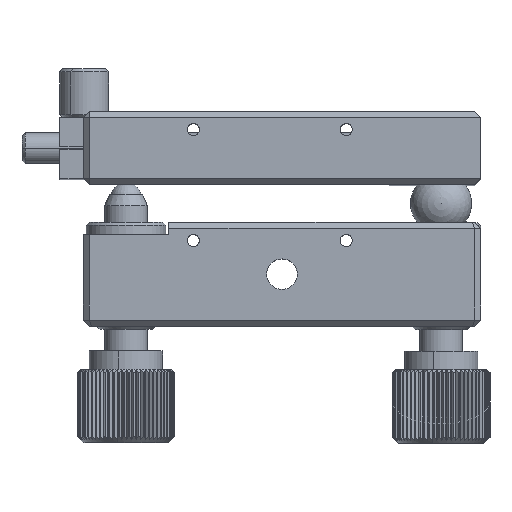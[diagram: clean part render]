
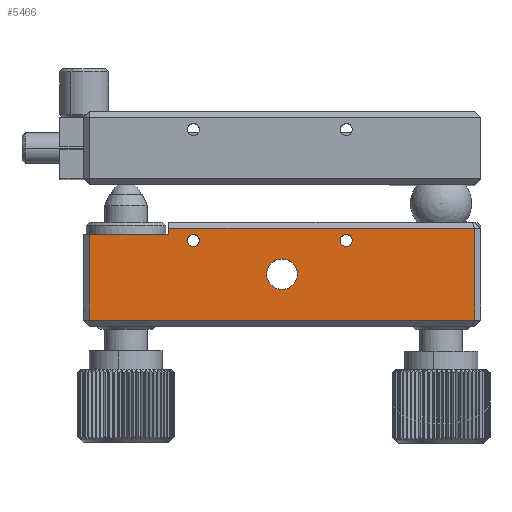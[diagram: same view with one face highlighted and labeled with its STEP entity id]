
A CAD part, top view. The second image highlights one B-rep face of the part: STEP entity #5466.
In plain terms, the highlighted planar face has unit normal (0, 0, 1).
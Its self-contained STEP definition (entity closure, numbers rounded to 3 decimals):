
#225 = DIRECTION ( 'NONE',  ( 1., 0., 0. ) ) ;
#598 = CARTESIAN_POINT ( 'NONE',  ( -8.592, 0.822, 97.5 ) ) ;
#600 = ORIENTED_EDGE ( 'NONE', *, *, #2643, .F. ) ;
#798 = VERTEX_POINT ( 'NONE', #20128 ) ;
#847 = LINE ( 'NONE', #22271, #1231 ) ;
#999 = DIRECTION ( 'NONE',  ( 1., 0., 0. ) ) ;
#1231 = VECTOR ( 'NONE', #10300, 1000. ) ;
#1505 = CARTESIAN_POINT ( 'NONE',  ( 16.408, 0.822, 97.5 ) ) ;
#1731 = VERTEX_POINT ( 'NONE', #6879 ) ;
#1822 = ORIENTED_EDGE ( 'NONE', *, *, #21525, .T. ) ;
#2643 = EDGE_CURVE ( 'NONE', #1731, #13865, #24809, .T. ) ;
#2937 = CARTESIAN_POINT ( 'NONE',  ( 15.408, 0.822, 97.5 ) ) ;
#3238 = EDGE_CURVE ( 'NONE', #13865, #1731, #8784, .T. ) ;
#3480 = ORIENTED_EDGE ( 'NONE', *, *, #18922, .T. ) ;
#3735 = DIRECTION ( 'NONE',  ( 0., 0., 1. ) ) ;
#3862 = CARTESIAN_POINT ( 'NONE',  ( 16.408, 0.822, 97.5 ) ) ;
#3866 = DIRECTION ( 'NONE',  ( -1., 0., 0. ) ) ;
#3907 = EDGE_LOOP ( 'NONE', ( #12570, #24521 ) ) ;
#4099 = CARTESIAN_POINT ( 'NONE',  ( -12.592, 3.822, 97.5 ) ) ;
#4219 = EDGE_CURVE ( 'NONE', #16089, #15618, #6747, .T. ) ;
#4231 = LINE ( 'NONE', #10178, #19009 ) ;
#4284 = AXIS2_PLACEMENT_3D ( 'NONE', #5529, #7600, #23611 ) ;
#4301 = ORIENTED_EDGE ( 'NONE', *, *, #10642, .T. ) ;
#4499 = AXIS2_PLACEMENT_3D ( 'NONE', #1505, #18677, #999 ) ;
#4831 = VECTOR ( 'NONE', #10166, 1000. ) ;
#4865 = CARTESIAN_POINT ( 'NONE',  ( 17.408, 0.822, 97.5 ) ) ;
#4907 = DIRECTION ( 'NONE',  ( 0., -1., 0. ) ) ;
#4942 = CIRCLE ( 'NONE', #4499, 1. ) ;
#5175 = DIRECTION ( 'NONE',  ( 0., 0., -1. ) ) ;
#5466 = ADVANCED_FACE ( 'NONE', ( #13309, #11250, #22851, #7633 ), #19111, .F. ) ;
#5529 = CARTESIAN_POINT ( 'NONE',  ( 5.908, -4.678, 97.5 ) ) ;
#6031 = EDGE_CURVE ( 'NONE', #6049, #18047, #18636, .T. ) ;
#6049 = VERTEX_POINT ( 'NONE', #18884 ) ;
#6112 = ORIENTED_EDGE ( 'NONE', *, *, #25209, .T. ) ;
#6747 = CIRCLE ( 'NONE', #4284, 2.5 ) ;
#6879 = CARTESIAN_POINT ( 'NONE',  ( -9.592, 0.822, 97.5 ) ) ;
#7028 = CARTESIAN_POINT ( 'NONE',  ( -12.592, 2.822, 97.5 ) ) ;
#7600 = DIRECTION ( 'NONE',  ( 0., 0., -1. ) ) ;
#7633 = FACE_OUTER_BOUND ( 'NONE', #8080, .T. ) ;
#7643 = ORIENTED_EDGE ( 'NONE', *, *, #3238, .F. ) ;
#7871 = EDGE_CURVE ( 'NONE', #10252, #15317, #10611, .T. ) ;
#8080 = EDGE_LOOP ( 'NONE', ( #1822, #6112, #4301, #9232, #3480, #8611 ) ) ;
#8490 = ORIENTED_EDGE ( 'NONE', *, *, #4219, .T. ) ;
#8611 = ORIENTED_EDGE ( 'NONE', *, *, #18913, .F. ) ;
#8784 = CIRCLE ( 'NONE', #20283, 1. ) ;
#9034 = EDGE_CURVE ( 'NONE', #15618, #16089, #11060, .T. ) ;
#9232 = ORIENTED_EDGE ( 'NONE', *, *, #6031, .T. ) ;
#9587 = AXIS2_PLACEMENT_3D ( 'NONE', #14727, #15762, #21548 ) ;
#10057 = VERTEX_POINT ( 'NONE', #11366 ) ;
#10084 = VECTOR ( 'NONE', #4907, 1000. ) ;
#10166 = DIRECTION ( 'NONE',  ( 1., 0., 0. ) ) ;
#10178 = CARTESIAN_POINT ( 'NONE',  ( -26.592, 1.822, 97.5 ) ) ;
#10252 = VERTEX_POINT ( 'NONE', #2937 ) ;
#10300 = DIRECTION ( 'NONE',  ( 0., 1., 0. ) ) ;
#10611 = CIRCLE ( 'NONE', #12657, 1. ) ;
#10642 = EDGE_CURVE ( 'NONE', #21709, #6049, #847, .T. ) ;
#10661 = CARTESIAN_POINT ( 'NONE',  ( 8.408, -4.678, 97.5 ) ) ;
#11060 = CIRCLE ( 'NONE', #14365, 2.5 ) ;
#11250 = FACE_BOUND ( 'NONE', #3907, .T. ) ;
#11366 = CARTESIAN_POINT ( 'NONE',  ( -12.592, 1.822, 97.5 ) ) ;
#11863 = CARTESIAN_POINT ( 'NONE',  ( -7.592, 0.822, 97.5 ) ) ;
#11984 = DIRECTION ( 'NONE',  ( 0., -1., 0. ) ) ;
#12570 = ORIENTED_EDGE ( 'NONE', *, *, #16345, .F. ) ;
#12613 = AXIS2_PLACEMENT_3D ( 'NONE', #15520, #5175, #21160 ) ;
#12657 = AXIS2_PLACEMENT_3D ( 'NONE', #3862, #3735, #25435 ) ;
#12961 = DIRECTION ( 'NONE',  ( -1., 0., 0. ) ) ;
#13309 = FACE_BOUND ( 'NONE', #16021, .T. ) ;
#13464 = CARTESIAN_POINT ( 'NONE',  ( -12.592, 2.822, 97.5 ) ) ;
#13685 = CARTESIAN_POINT ( 'NONE',  ( 5.908, -4.678, 97.5 ) ) ;
#13814 = DIRECTION ( 'NONE',  ( 0., 0., -1. ) ) ;
#13865 = VERTEX_POINT ( 'NONE', #11863 ) ;
#14365 = AXIS2_PLACEMENT_3D ( 'NONE', #13685, #13814, #3866 ) ;
#14418 = DIRECTION ( 'NONE',  ( 0., 0., 1. ) ) ;
#14641 = VERTEX_POINT ( 'NONE', #21295 ) ;
#14727 = CARTESIAN_POINT ( 'NONE',  ( -8.592, 0.822, 97.5 ) ) ;
#14976 = LINE ( 'NONE', #20506, #10084 ) ;
#15317 = VERTEX_POINT ( 'NONE', #4865 ) ;
#15520 = CARTESIAN_POINT ( 'NONE',  ( -26.592, 3.822, 97.5 ) ) ;
#15618 = VERTEX_POINT ( 'NONE', #10661 ) ;
#15762 = DIRECTION ( 'NONE',  ( 0., 0., 1. ) ) ;
#16021 = EDGE_LOOP ( 'NONE', ( #7643, #600 ) ) ;
#16089 = VERTEX_POINT ( 'NONE', #21401 ) ;
#16345 = EDGE_CURVE ( 'NONE', #15317, #10252, #4942, .T. ) ;
#17295 = CARTESIAN_POINT ( 'NONE',  ( 37.408, -12.178, 97.5 ) ) ;
#17798 = VECTOR ( 'NONE', #11984, 1000. ) ;
#18047 = VERTEX_POINT ( 'NONE', #13464 ) ;
#18636 = LINE ( 'NONE', #7028, #24534 ) ;
#18677 = DIRECTION ( 'NONE',  ( 0., 0., 1. ) ) ;
#18884 = CARTESIAN_POINT ( 'NONE',  ( 37.408, 2.822, 97.5 ) ) ;
#18913 = EDGE_CURVE ( 'NONE', #14641, #10057, #4231, .T. ) ;
#18922 = EDGE_CURVE ( 'NONE', #18047, #10057, #22028, .T. ) ;
#19009 = VECTOR ( 'NONE', #21769, 1000. ) ;
#19111 = PLANE ( 'NONE',  #12613 ) ;
#19825 = LINE ( 'NONE', #20070, #4831 ) ;
#20070 = CARTESIAN_POINT ( 'NONE',  ( -26.592, -12.178, 97.5 ) ) ;
#20128 = CARTESIAN_POINT ( 'NONE',  ( -25.592, -12.178, 97.5 ) ) ;
#20283 = AXIS2_PLACEMENT_3D ( 'NONE', #598, #14418, #225 ) ;
#20506 = CARTESIAN_POINT ( 'NONE',  ( -25.592, 3.822, 97.5 ) ) ;
#21160 = DIRECTION ( 'NONE',  ( -1., 0., 0. ) ) ;
#21295 = CARTESIAN_POINT ( 'NONE',  ( -25.592, 1.822, 97.5 ) ) ;
#21401 = CARTESIAN_POINT ( 'NONE',  ( 3.408, -4.678, 97.5 ) ) ;
#21525 = EDGE_CURVE ( 'NONE', #14641, #798, #14976, .T. ) ;
#21548 = DIRECTION ( 'NONE',  ( 1., 0., 0. ) ) ;
#21709 = VERTEX_POINT ( 'NONE', #17295 ) ;
#21769 = DIRECTION ( 'NONE',  ( 1., 0., 0. ) ) ;
#22028 = LINE ( 'NONE', #4099, #17798 ) ;
#22271 = CARTESIAN_POINT ( 'NONE',  ( 37.408, 3.822, 97.5 ) ) ;
#22349 = ORIENTED_EDGE ( 'NONE', *, *, #9034, .T. ) ;
#22851 = FACE_BOUND ( 'NONE', #23962, .T. ) ;
#23611 = DIRECTION ( 'NONE',  ( -1., 0., 0. ) ) ;
#23962 = EDGE_LOOP ( 'NONE', ( #8490, #22349 ) ) ;
#24521 = ORIENTED_EDGE ( 'NONE', *, *, #7871, .F. ) ;
#24534 = VECTOR ( 'NONE', #12961, 1000. ) ;
#24809 = CIRCLE ( 'NONE', #9587, 1. ) ;
#25209 = EDGE_CURVE ( 'NONE', #798, #21709, #19825, .T. ) ;
#25435 = DIRECTION ( 'NONE',  ( 1., 0., 0. ) ) ;
